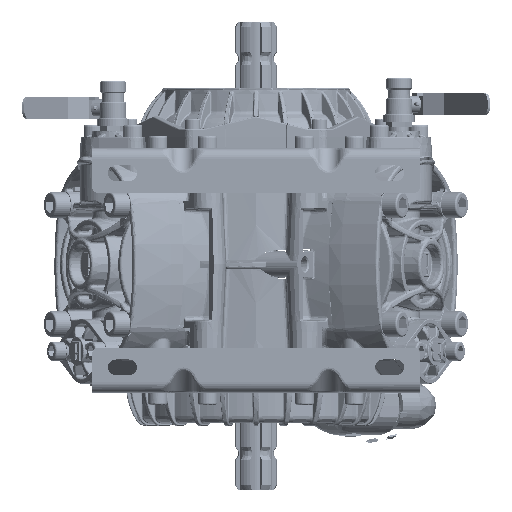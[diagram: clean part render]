
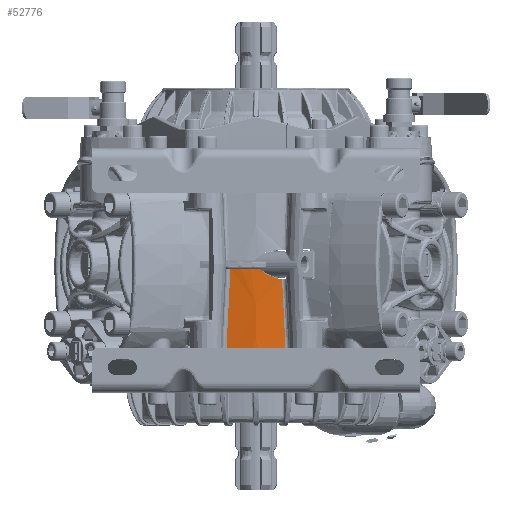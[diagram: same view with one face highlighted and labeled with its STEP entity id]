
A CAD part, front view. The second image highlights one B-rep face of the part: STEP entity #52776.
In plain terms, the highlighted conical face has half-angle 1.5 degrees and reference radius 109.302 mm.
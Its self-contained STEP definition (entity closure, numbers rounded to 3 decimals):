
#1075 = CARTESIAN_POINT ( 'NONE',  ( -23.965, -105.084, -62.01 ) ) ;
#24150 = CARTESIAN_POINT ( 'NONE',  ( 16.705, -107.81, -11.359 ) ) ;
#29949 = CARTESIAN_POINT ( 'NONE',  ( 9.526, -108.749, -8.702 ) ) ;
#31871 = CARTESIAN_POINT ( 'NONE',  ( 9.46, -108.756, -8.665 ) ) ;
#33775 = CARTESIAN_POINT ( 'NONE',  ( 11.873, -108.488, -9.845 ) ) ;
#52776 = ADVANCED_FACE ( 'NONE', ( #518985 ), #62962, .T. ) ;
#53491 = CARTESIAN_POINT ( 'NONE',  ( 22.786, -105.972, -38.582 ) ) ;
#59677 = DIRECTION ( 'NONE',  ( 0., 0., 1. ) ) ;
#62962 = CONICAL_SURFACE ( 'NONE', #406130, 109.302, 0.026 ) ;
#64115 = EDGE_LOOP ( 'NONE', ( #387513, #287598, #397472, #359720, #481880 ) ) ;
#71621 = DIRECTION ( 'NONE',  ( 1., 0., 0. ) ) ;
#74405 = CARTESIAN_POINT ( 'NONE',  ( 7.452, -108.946, -7.365 ) ) ;
#75448 = DIRECTION ( 'NONE',  ( 0., 0., -1. ) ) ;
#76327 = CARTESIAN_POINT ( 'NONE',  ( 9.052, -108.797, -8.433 ) ) ;
#96386 = AXIS2_PLACEMENT_3D ( 'NONE', #146709, #281634, #106051 ) ;
#97585 = CARTESIAN_POINT ( 'NONE',  ( -22.507, -106.182, -33.034 ) ) ;
#106051 = DIRECTION ( 'NONE',  ( 1., 0., 0. ) ) ;
#112970 = CARTESIAN_POINT ( 'NONE',  ( 15.661, -107.976, -11.127 ) ) ;
#116774 = CARTESIAN_POINT ( 'NONE',  ( 5.539, -109.104, -5.68 ) ) ;
#118704 = CARTESIAN_POINT ( 'NONE',  ( 7.596, -108.933, -7.472 ) ) ;
#120622 = CARTESIAN_POINT ( 'NONE',  ( 4.803, -109.162, -4.878 ) ) ;
#122558 = CARTESIAN_POINT ( 'NONE',  ( 11.308, -108.555, -9.603 ) ) ;
#124465 = CARTESIAN_POINT ( 'NONE',  ( 9.481, -108.754, -8.677 ) ) ;
#130829 = EDGE_CURVE ( 'NONE', #530862, #254418, #168819, .T. ) ;
#146709 = CARTESIAN_POINT ( 'NONE',  ( 0., 0., -90.4 ) ) ;
#157375 = CARTESIAN_POINT ( 'NONE',  ( 13.644, -108.262, -10.521 ) ) ;
#161213 = CARTESIAN_POINT ( 'NONE',  ( 7.329, -108.957, -7.273 ) ) ;
#166954 = CARTESIAN_POINT ( 'NONE',  ( 11.801, -108.496, -9.815 ) ) ;
#168819 = B_SPLINE_CURVE_WITH_KNOTS ( 'NONE', 3,
 ( #362061, #97585, #1075, #309953 ),
 .UNSPECIFIED., .F., .F.,
 ( 4, 4 ),
 ( 0., 1. ),
 .UNSPECIFIED. ) ;
#188955 = CARTESIAN_POINT ( 'NONE',  ( 0., 0., -3.474 ) ) ;
#191948 = CARTESIAN_POINT ( 'NONE',  ( -21.018, -107.263, -3.474 ) ) ;
#199012 = EDGE_CURVE ( 'NONE', #407827, #354803, #388688, .T. ) ;
#204688 = CARTESIAN_POINT ( 'NONE',  ( 0., 0., -3.474 ) ) ;
#211308 = CARTESIAN_POINT ( 'NONE',  ( 5.662, -109.095, -5.809 ) ) ;
#213229 = CARTESIAN_POINT ( 'NONE',  ( 7.89, -108.907, -7.683 ) ) ;
#222815 = VERTEX_POINT ( 'NONE', #342473 ) ;
#241772 = CARTESIAN_POINT ( 'NONE',  ( -25.393, -103.97, -90.4 ) ) ;
#251892 = CARTESIAN_POINT ( 'NONE',  ( 5.914, -109.075, -6.065 ) ) ;
#253775 = CARTESIAN_POINT ( 'NONE',  ( 3.933, -109.232, -3.474 ) ) ;
#254418 = VERTEX_POINT ( 'NONE', #241772 ) ;
#255707 = CARTESIAN_POINT ( 'NONE',  ( 5.436, -109.112, -5.568 ) ) ;
#281634 = DIRECTION ( 'NONE',  ( 0., 0., -1. ) ) ;
#287598 = ORIENTED_EDGE ( 'NONE', *, *, #130829, .T. ) ;
#287904 = B_SPLINE_CURVE_WITH_KNOTS ( 'NONE', 3,
 ( #367984, #364207, #508898, #419925, #418037, #553272, #24150, #377456, #112970, #421840, #157375, #466290, #381244, #294301, #33775, #166954, #558968, #296215, #122558, #518472, #475858, #340705, #564670, #388883, #29949, #124465, #31871, #76327, #338764, #560875, #213229, #118704, #74405, #425659, #429521, #161213, #385104, #520363, #433275, #522276, #251892, #211308, #116774, #383160, #342632, #255707, #427564, #120622, #431401, #253775 ),
 .UNSPECIFIED., .F., .F.,
 ( 4, 1, 1, 1, 2, 2, 2, 1, 1, 1, 1, 2, 2, 2, 1, 1, 1, 2, 2, 2, 1, 1, 1, 1, 2, 2, 2, 1, 1, 1, 1, 2, 2, 4 ),
 ( 0., 0.125, 0.188, 0.219, 0.234, 0.25, 0.375, 0.438, 0.469, 0.484, 0.492, 0.496, 0.5, 0.563, 0.594, 0.609, 0.617, 0.621, 0.625, 0.688, 0.719, 0.734, 0.742, 0.746, 0.748, 0.75, 0.813, 0.844, 0.859, 0.867, 0.871, 0.873, 0.875, 1. ),
 .UNSPECIFIED. ) ;
#294301 = CARTESIAN_POINT ( 'NONE',  ( 12.039, -108.468, -9.915 ) ) ;
#296215 = CARTESIAN_POINT ( 'NONE',  ( 11.731, -108.505, -9.785 ) ) ;
#309953 = CARTESIAN_POINT ( 'NONE',  ( -25.393, -103.97, -90.4 ) ) ;
#317867 = CARTESIAN_POINT ( 'NONE',  ( 25.393, -103.97, -90.4 ) ) ;
#338764 = CARTESIAN_POINT ( 'NONE',  ( 8.682, -108.833, -8.208 ) ) ;
#340705 = CARTESIAN_POINT ( 'NONE',  ( 10.072, -108.692, -9. ) ) ;
#342473 = CARTESIAN_POINT ( 'NONE',  ( 3.933, -109.232, -3.474 ) ) ;
#342632 = CARTESIAN_POINT ( 'NONE',  ( 5.453, -109.111, -5.587 ) ) ;
#354803 = VERTEX_POINT ( 'NONE', #492044 ) ;
#359720 = ORIENTED_EDGE ( 'NONE', *, *, #199012, .T. ) ;
#362061 = CARTESIAN_POINT ( 'NONE',  ( -21.018, -107.263, -3.474 ) ) ;
#364207 = CARTESIAN_POINT ( 'NONE',  ( 20.621, -107.117, -11.926 ) ) ;
#367984 = CARTESIAN_POINT ( 'NONE',  ( 21.445, -106.952, -11.956 ) ) ;
#377456 = CARTESIAN_POINT ( 'NONE',  ( 16.603, -107.826, -11.337 ) ) ;
#381244 = CARTESIAN_POINT ( 'NONE',  ( 12.375, -108.427, -10.052 ) ) ;
#383160 = CARTESIAN_POINT ( 'NONE',  ( 5.478, -109.109, -5.615 ) ) ;
#385104 = CARTESIAN_POINT ( 'NONE',  ( 7.32, -108.958, -7.266 ) ) ;
#387513 = ORIENTED_EDGE ( 'NONE', *, *, #542302, .T. ) ;
#388688 = B_SPLINE_CURVE_WITH_KNOTS ( 'NONE', 3,
 ( #317867, #532451, #53491, #540046 ),
 .UNSPECIFIED., .F., .F.,
 ( 4, 4 ),
 ( 0., 1. ),
 .UNSPECIFIED. ) ;
#388883 = CARTESIAN_POINT ( 'NONE',  ( 9.593, -108.742, -8.74 ) ) ;
#394511 = EDGE_CURVE ( 'NONE', #407827, #254418, #540058, .T. ) ;
#397472 = ORIENTED_EDGE ( 'NONE', *, *, #394511, .F. ) ;
#406130 = AXIS2_PLACEMENT_3D ( 'NONE', #188955, #59677, #494234 ) ;
#407827 = VERTEX_POINT ( 'NONE', #471390 ) ;
#418037 = CARTESIAN_POINT ( 'NONE',  ( 17.22, -107.726, -11.466 ) ) ;
#419925 = CARTESIAN_POINT ( 'NONE',  ( 17.942, -107.605, -11.602 ) ) ;
#421840 = CARTESIAN_POINT ( 'NONE',  ( 14.842, -108.097, -10.906 ) ) ;
#425659 = CARTESIAN_POINT ( 'NONE',  ( 7.38, -108.952, -7.311 ) ) ;
#427564 = CARTESIAN_POINT ( 'NONE',  ( 5.428, -109.113, -5.56 ) ) ;
#429521 = CARTESIAN_POINT ( 'NONE',  ( 7.349, -108.955, -7.288 ) ) ;
#431401 = CARTESIAN_POINT ( 'NONE',  ( 4.308, -109.199, -4.186 ) ) ;
#433275 = CARTESIAN_POINT ( 'NONE',  ( 6.615, -109.018, -6.707 ) ) ;
#466290 = CARTESIAN_POINT ( 'NONE',  ( 13.052, -108.341, -10.315 ) ) ;
#471390 = CARTESIAN_POINT ( 'NONE',  ( 25.393, -103.97, -90.4 ) ) ;
#475858 = CARTESIAN_POINT ( 'NONE',  ( 10.352, -108.662, -9.143 ) ) ;
#481880 = ORIENTED_EDGE ( 'NONE', *, *, #549532, .T. ) ;
#492044 = CARTESIAN_POINT ( 'NONE',  ( 21.445, -106.952, -11.956 ) ) ;
#494234 = DIRECTION ( 'NONE',  ( 1., 0., 0. ) ) ;
#508898 = CARTESIAN_POINT ( 'NONE',  ( 19.385, -107.353, -11.823 ) ) ;
#518472 = CARTESIAN_POINT ( 'NONE',  ( 10.919, -108.6, -9.424 ) ) ;
#518985 = FACE_OUTER_BOUND ( 'NONE', #64115, .T. ) ;
#520363 = CARTESIAN_POINT ( 'NONE',  ( 6.951, -108.99, -6.986 ) ) ;
#522276 = CARTESIAN_POINT ( 'NONE',  ( 6.142, -109.056, -6.281 ) ) ;
#528339 = AXIS2_PLACEMENT_3D ( 'NONE', #204688, #75448, #71621 ) ;
#530862 = VERTEX_POINT ( 'NONE', #191948 ) ;
#532451 = CARTESIAN_POINT ( 'NONE',  ( 24.102, -104.977, -64.73 ) ) ;
#540046 = CARTESIAN_POINT ( 'NONE',  ( 21.445, -106.952, -11.956 ) ) ;
#540058 = CIRCLE ( 'NONE', #96386, 107.026 ) ;
#542302 = EDGE_CURVE ( 'NONE', #222815, #530862, #568377, .T. ) ;
#549532 = EDGE_CURVE ( 'NONE', #354803, #222815, #287904, .T. ) ;
#553272 = CARTESIAN_POINT ( 'NONE',  ( 16.911, -107.776, -11.403 ) ) ;
#558968 = CARTESIAN_POINT ( 'NONE',  ( 11.754, -108.502, -9.795 ) ) ;
#560875 = CARTESIAN_POINT ( 'NONE',  ( 8.151, -108.883, -7.86 ) ) ;
#564670 = CARTESIAN_POINT ( 'NONE',  ( 9.752, -108.726, -8.827 ) ) ;
#568377 = CIRCLE ( 'NONE', #528339, 109.302 ) ;
